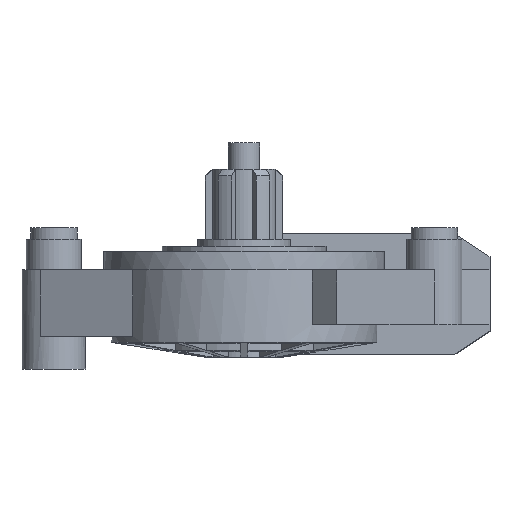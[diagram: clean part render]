
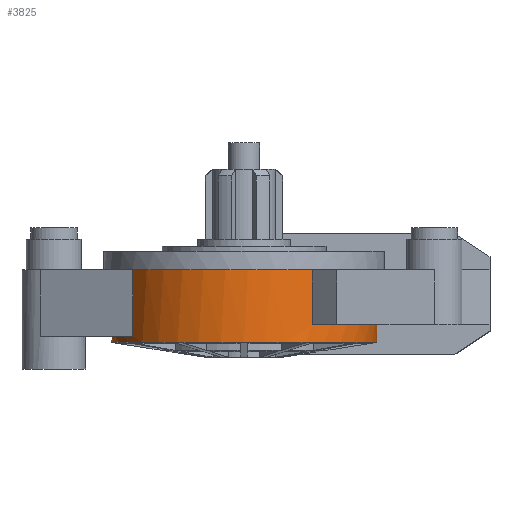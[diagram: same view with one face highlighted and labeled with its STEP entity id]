
A CAD part, left-side view. The second image highlights one B-rep face of the part: STEP entity #3825.
In plain terms, the highlighted cylindrical face has radius 34 mm (diameter 68 mm), a full revolution.
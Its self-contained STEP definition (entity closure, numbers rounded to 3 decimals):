
#299=LINE($,#6406,#577);
#311=LINE($,#6431,#589);
#316=LINE($,#6447,#594);
#317=LINE($,#6450,#595);
#577=VECTOR($,#5165,14.);
#589=VECTOR($,#5189,14.);
#594=VECTOR($,#5210,17.);
#595=VECTOR($,#5213,17.);
#816=FACE_BOUND($,#1266,.T.);
#1005=FACE_OUTER_BOUND($,#1265,.T.);
#1265=EDGE_LOOP($,(#3297,#3298,#3299,#3300,#3301,#3302,#3303,#3304));
#1266=EDGE_LOOP($,(#3305));
#1346=CIRCLE($,#3928,34.);
#1455=CIRCLE($,#4163,34.);
#1475=CIRCLE($,#4203,34.);
#1476=CIRCLE($,#4205,34.);
#1480=CIRCLE($,#4214,34.);
#1585=VERTEX_POINT($,#5620);
#1586=VERTEX_POINT($,#5622);
#1790=VERTEX_POINT($,#6338);
#1803=VERTEX_POINT($,#6400);
#1805=VERTEX_POINT($,#6404);
#1811=VERTEX_POINT($,#6428);
#1812=VERTEX_POINT($,#6430);
#1813=VERTEX_POINT($,#6438);
#1816=VERTEX_POINT($,#6449);
#1967=EDGE_CURVE($,#1586,#1585,#1346,.T.);
#2261=EDGE_CURVE($,#1790,#1790,#1455,.T.);
#2297=EDGE_CURVE($,#1803,#1805,#299,.T.);
#2309=EDGE_CURVE($,#1812,#1811,#311,.T.);
#2312=EDGE_CURVE($,#1811,#1803,#1475,.T.);
#2313=EDGE_CURVE($,#1812,#1813,#1476,.T.);
#2318=EDGE_CURVE($,#1585,#1813,#316,.T.);
#2319=EDGE_CURVE($,#1816,#1586,#317,.T.);
#2325=EDGE_CURVE($,#1816,#1805,#1480,.T.);
#3297=ORIENTED_EDGE($,*,*,#2297,.T.);
#3298=ORIENTED_EDGE($,*,*,#2325,.F.);
#3299=ORIENTED_EDGE($,*,*,#2319,.T.);
#3300=ORIENTED_EDGE($,*,*,#1967,.T.);
#3301=ORIENTED_EDGE($,*,*,#2318,.T.);
#3302=ORIENTED_EDGE($,*,*,#2313,.F.);
#3303=ORIENTED_EDGE($,*,*,#2309,.T.);
#3304=ORIENTED_EDGE($,*,*,#2312,.T.);
#3305=ORIENTED_EDGE($,*,*,#2261,.T.);
#3560=CYLINDRICAL_SURFACE($,#4213,34.);
#3825=ADVANCED_FACE($,(#1005,#816),#3560,.T.);
#3928=AXIS2_PLACEMENT_3D($,#5623,#4479,#4480);
#4163=AXIS2_PLACEMENT_3D($,#6339,#5088,#5089);
#4203=AXIS2_PLACEMENT_3D($,#6436,#5197,#5198);
#4205=AXIS2_PLACEMENT_3D($,#6439,#5201,#5202);
#4213=AXIS2_PLACEMENT_3D($,#6460,#5225,#5226);
#4214=AXIS2_PLACEMENT_3D($,#6461,#5227,#5228);
#4479=DIRECTION('center_axis',(0.,0.,
-1.));
#4480=DIRECTION('ref_axis',(1.,0.,0.));
#5088=DIRECTION('center_axis',(0.,0.,1.));
#5089=DIRECTION('ref_axis',(1.,0.,0.));
#5165=DIRECTION($,(0.,0.,1.));
#5189=DIRECTION($,(0.,0.,-1.));
#5197=DIRECTION('center_axis',(0.,0.,
-1.));
#5198=DIRECTION('ref_axis',(1.,0.,0.));
#5201=DIRECTION('center_axis',(0.,0.,1.));
#5202=DIRECTION('ref_axis',(1.,0.,0.));
#5210=DIRECTION($,(0.,0.,1.));
#5213=DIRECTION($,(0.,0.,-1.));
#5225=DIRECTION('center_axis',(0.,0.,-1.));
#5226=DIRECTION('ref_axis',(1.,0.,0.));
#5227=DIRECTION('center_axis',(0.,0.,1.));
#5228=DIRECTION('ref_axis',(1.,0.,0.));
#5620=CARTESIAN_POINT('',(18.5,28.526,-21.8));
#5622=CARTESIAN_POINT('',(-18.5,28.526,-21.8));
#5623=CARTESIAN_POINT('Origin',(0.,0.,-21.8));
#6338=CARTESIAN_POINT('',(-34.,0.,-23.4));
#6339=CARTESIAN_POINT('Origin',(0.,0.,-23.4));
#6400=CARTESIAN_POINT('',(-29.189,-17.435,-18.8));
#6404=CARTESIAN_POINT('',(-29.189,-17.435,-4.8));
#6406=CARTESIAN_POINT($,(-29.189,-17.435,-4.8));
#6428=CARTESIAN_POINT('',(34.,0.,-18.8));
#6430=CARTESIAN_POINT('',(34.,0.,-4.8));
#6431=CARTESIAN_POINT($,(34.,0.,-4.8));
#6436=CARTESIAN_POINT('Origin',(0.,0.,-18.8));
#6438=CARTESIAN_POINT('',(18.5,28.526,-4.8));
#6439=CARTESIAN_POINT('Origin',(0.,0.,-4.8));
#6447=CARTESIAN_POINT($,(18.5,28.526,-4.8));
#6449=CARTESIAN_POINT('',(-18.5,28.526,-4.8));
#6450=CARTESIAN_POINT($,(-18.5,28.526,-4.8));
#6460=CARTESIAN_POINT('Origin',(0.,0.,-4.8));
#6461=CARTESIAN_POINT('Origin',(0.,0.,-4.8));
